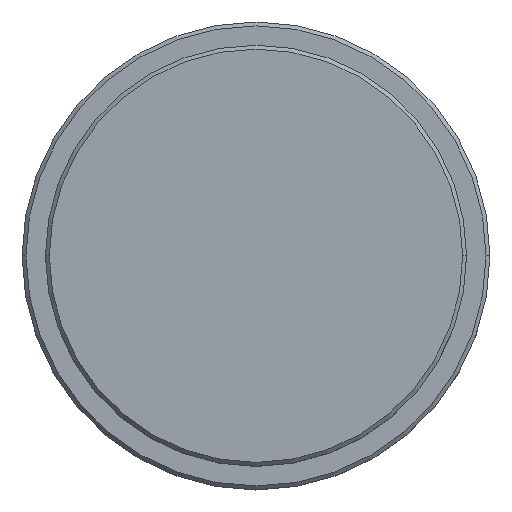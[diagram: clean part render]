
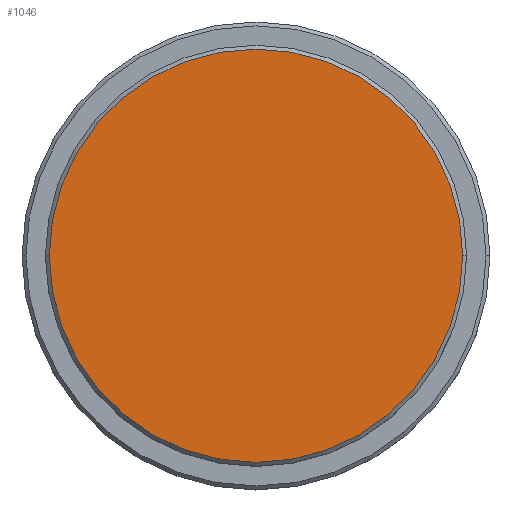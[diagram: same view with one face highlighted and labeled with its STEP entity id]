
A CAD part, top view. The second image highlights one B-rep face of the part: STEP entity #1046.
In plain terms, the highlighted planar face has unit normal (0, 0, 1).
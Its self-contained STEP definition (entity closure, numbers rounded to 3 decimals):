
#15 = ORIENTED_EDGE ( 'NONE', *, *, #320, .T. ) ;
#67 = VERTEX_POINT ( 'NONE', #969 ) ;
#128 = CARTESIAN_POINT ( 'NONE',  ( 0., 0., 0. ) ) ;
#142 = CARTESIAN_POINT ( 'NONE',  ( 0., 0., 0. ) ) ;
#213 = VERTEX_POINT ( 'NONE', #333 ) ;
#230 = CARTESIAN_POINT ( 'NONE',  ( 0., 0., 0. ) ) ;
#320 = EDGE_CURVE ( 'NONE', #213, #67, #493, .T. ) ;
#330 = CIRCLE ( 'NONE', #947, 26.5 ) ;
#333 = CARTESIAN_POINT ( 'NONE',  ( 26.5, 0., 0. ) ) ;
#346 = EDGE_CURVE ( 'NONE', #67, #213, #330, .T. ) ;
#370 = EDGE_LOOP ( 'NONE', ( #931, #15 ) ) ;
#415 = FACE_OUTER_BOUND ( 'NONE', #370, .T. ) ;
#493 = CIRCLE ( 'NONE', #627, 26.5 ) ;
#574 = DIRECTION ( 'NONE',  ( 1., 0., 0. ) ) ;
#627 = AXIS2_PLACEMENT_3D ( 'NONE', #128, #1112, #1002 ) ;
#865 = DIRECTION ( 'NONE',  ( 1., 0., 0. ) ) ;
#931 = ORIENTED_EDGE ( 'NONE', *, *, #346, .T. ) ;
#947 = AXIS2_PLACEMENT_3D ( 'NONE', #142, #1127, #574 ) ;
#969 = CARTESIAN_POINT ( 'NONE',  ( -26.5, 0., 0. ) ) ;
#973 = DIRECTION ( 'NONE',  ( 0., 0., 1. ) ) ;
#1002 = DIRECTION ( 'NONE',  ( 1., 0., 0. ) ) ;
#1046 = ADVANCED_FACE ( 'NONE', ( #415 ), #1416, .T. ) ;
#1080 = AXIS2_PLACEMENT_3D ( 'NONE', #230, #973, #865 ) ;
#1112 = DIRECTION ( 'NONE',  ( 0., 0., 1. ) ) ;
#1127 = DIRECTION ( 'NONE',  ( 0., 0., 1. ) ) ;
#1416 = PLANE ( 'NONE',  #1080 ) ;
